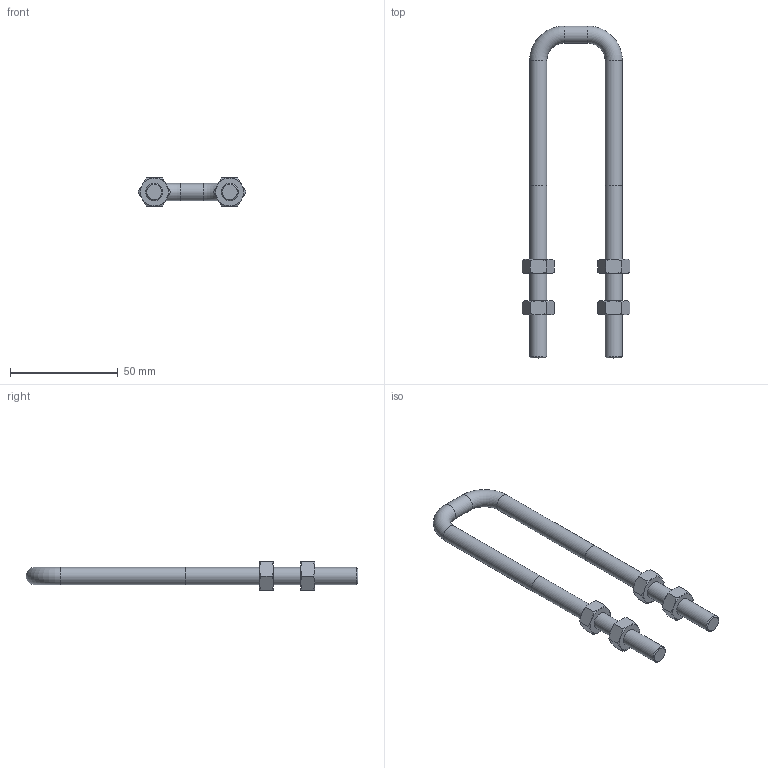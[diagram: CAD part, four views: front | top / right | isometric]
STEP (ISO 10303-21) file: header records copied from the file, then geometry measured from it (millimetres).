
FILE_DESCRIPTION(/* description */ (''),/* implementation_level */ '2;1');
FILE_NAME(/* name */ 'HC14-150 HOOK ASSEMBLY.stp',/* time_stamp */ '2021-10-14T15:47:54+01:00',/* author */ ('Sandfield Engineering'),/* organization */ ('Sandfield Engineering'),/* preprocessor_version */ 'ST-DEVELOPER v18.1',/* originating_system */ 'Autodesk Inventor 2021',/* authorisation */ '');
FILE_SCHEMA (('AUTOMOTIVE_DESIGN { 1 0 10303 214 3 1 1 }'));
Length unit declared in the file: millimetre
Products named in the file (3): HC14-150 HOOK ASSEMBLY; HC14 HOOK 150; BS 3692 - M8(1)
Assembly tree (5 placements, depth 2):
  HC14-150 HOOK ASSEMBLY
    HC14 HOOK 150
    BS 3692 - M8(1)  x4
Bounding box: 50.01 x 154 x 13 mm (x, y, z)
Volume: 19155.6 mm3; surface area: 10747.1 mm2
Topology: 5 solids, 5 shells, 105 faces, 227 edges, 134 vertices
Faces by surface type: cone 58, plane 36, cylinder 9, torus 2
Full cylindrical faces by diameter (mm): 6.647 x4, 7.99 x2, 8 x3
Entity records: 1112 total; most frequent: CARTESIAN_POINT 216, DIRECTION 178, ORIENTED_EDGE 154, AXIS2_PLACEMENT_3D 81, EDGE_CURVE 77, VERTEX_POINT 47, EDGE_LOOP 40, CIRCLE 37
